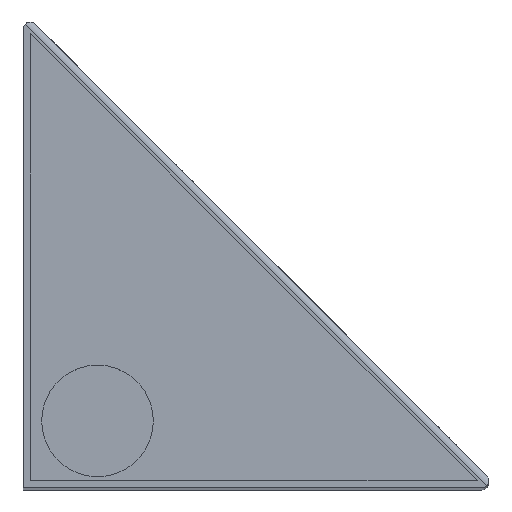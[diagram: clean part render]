
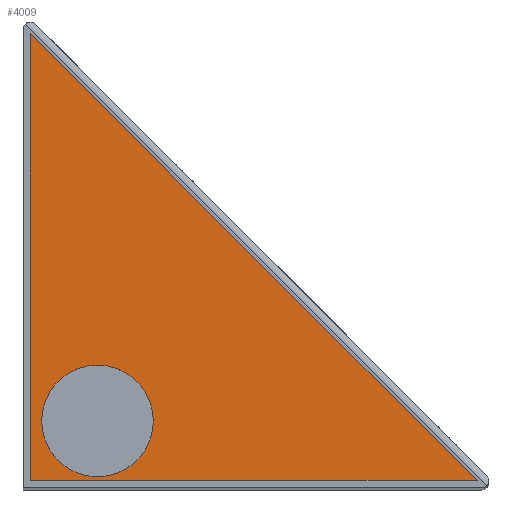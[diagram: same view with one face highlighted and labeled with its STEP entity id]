
A CAD part, top view. The second image highlights one B-rep face of the part: STEP entity #4009.
In plain terms, the highlighted planar face has unit normal (0, 0, 1).
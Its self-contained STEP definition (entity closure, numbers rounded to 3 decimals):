
#336=FACE_BOUND('',#916,.T.);
#441=PLANE('',#4166);
#461=CIRCLE('',#4161,7.5);
#675=FACE_OUTER_BOUND('',#915,.T.);
#915=EDGE_LOOP('',(#3777,#3778,#3779));
#916=EDGE_LOOP('',(#3780));
#1280=LINE('',#7637,#1644);
#1283=LINE('',#7643,#1647);
#1286=LINE('',#7647,#1650);
#1644=VECTOR('',#4801,10.);
#1647=VECTOR('',#4806,10.);
#1650=VECTOR('',#4811,10.);
#2031=VERTEX_POINT('',#7625);
#2035=VERTEX_POINT('',#7634);
#2036=VERTEX_POINT('',#7636);
#2038=VERTEX_POINT('',#7642);
#2609=EDGE_CURVE('',#2031,#2031,#461,.T.);
#2614=EDGE_CURVE('',#2036,#2035,#1280,.T.);
#2617=EDGE_CURVE('',#2038,#2036,#1283,.T.);
#2620=EDGE_CURVE('',#2035,#2038,#1286,.T.);
#3777=ORIENTED_EDGE('',*,*,#2620,.T.);
#3778=ORIENTED_EDGE('',*,*,#2617,.T.);
#3779=ORIENTED_EDGE('',*,*,#2614,.T.);
#3780=ORIENTED_EDGE('',*,*,#2609,.T.);
#4009=ADVANCED_FACE('',(#675,#336),#441,.T.);
#4161=AXIS2_PLACEMENT_3D('',#7626,#4792,#4793);
#4166=AXIS2_PLACEMENT_3D('',#7648,#4812,#4813);
#4792=DIRECTION('center_axis',(0.,0.,-1.));
#4793=DIRECTION('ref_axis',(1.,0.,0.));
#4801=DIRECTION('',(0.,-1.,0.));
#4806=DIRECTION('',(-0.707,0.707,0.));
#4811=DIRECTION('',(1.,0.,0.));
#4812=DIRECTION('center_axis',(0.,0.,1.));
#4813=DIRECTION('ref_axis',(1.,0.,0.));
#7625=CARTESIAN_POINT('',(1.5,8.,160.));
#7626=CARTESIAN_POINT('Origin',(9.,8.,160.));
#7634=CARTESIAN_POINT('',(0.,0.,160.));
#7636=CARTESIAN_POINT('',(0.,60.,160.));
#7637=CARTESIAN_POINT('',(0.,0.,160.));
#7642=CARTESIAN_POINT('',(60.,0.,160.));
#7643=CARTESIAN_POINT('',(0.,60.,160.));
#7647=CARTESIAN_POINT('',(0.,0.,160.));
#7648=CARTESIAN_POINT('Origin',(30.,30.,160.));
